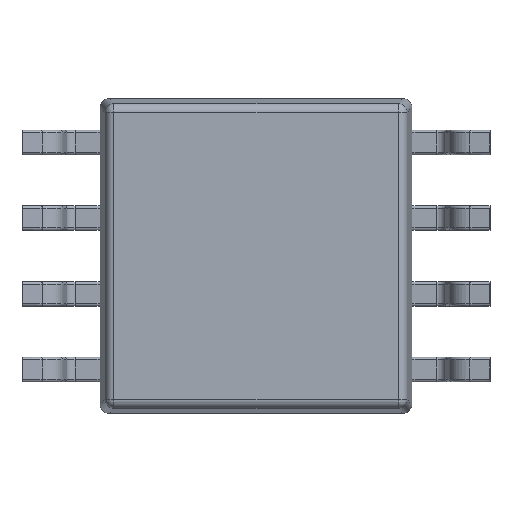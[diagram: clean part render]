
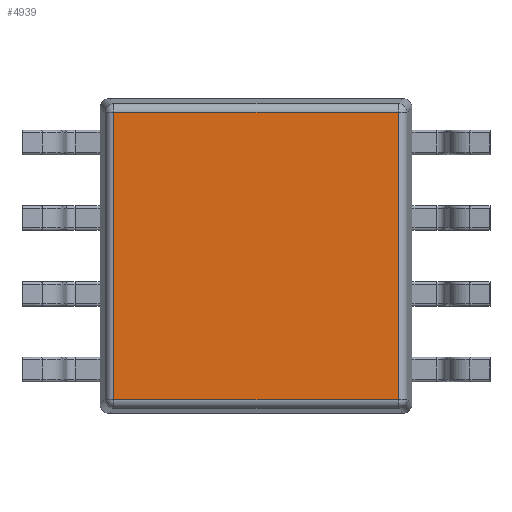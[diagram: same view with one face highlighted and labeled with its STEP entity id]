
A CAD part, front view. The second image highlights one B-rep face of the part: STEP entity #4939.
In plain terms, the highlighted planar face has unit normal (0, -1, 0).
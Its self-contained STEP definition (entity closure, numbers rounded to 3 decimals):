
#199=LINE('',#7895,#576);
#202=LINE('',#7906,#579);
#208=LINE('',#7933,#585);
#212=LINE('',#7939,#589);
#576=VECTOR('',#6098,10.);
#579=VECTOR('',#6111,10.);
#585=VECTOR('',#6141,10.);
#589=VECTOR('',#6149,10.);
#1126=FACE_OUTER_BOUND('',#1450,.T.);
#1450=EDGE_LOOP('',(#3434,#3435,#3436,#3437));
#2086=VERTEX_POINT('',#7864);
#2097=VERTEX_POINT('',#7891);
#2098=VERTEX_POINT('',#7898);
#2107=VERTEX_POINT('',#7925);
#2562=EDGE_CURVE('',#2086,#2097,#199,.T.);
#2568=EDGE_CURVE('',#2098,#2086,#202,.T.);
#2582=EDGE_CURVE('',#2107,#2098,#208,.T.);
#2586=EDGE_CURVE('',#2097,#2107,#212,.T.);
#3434=ORIENTED_EDGE('',*,*,#2562,.F.);
#3435=ORIENTED_EDGE('',*,*,#2568,.F.);
#3436=ORIENTED_EDGE('',*,*,#2582,.F.);
#3437=ORIENTED_EDGE('',*,*,#2586,.F.);
#4807=PLANE('',#5347);
#4939=ADVANCED_FACE('',(#1126),#4807,.F.);
#5347=AXIS2_PLACEMENT_3D('',#7975,#6199,#6200);
#6098=DIRECTION('',(0.,0.,1.));
#6111=DIRECTION('',(-1.,0.,0.));
#6141=DIRECTION('',(0.,0.,-1.));
#6149=DIRECTION('',(1.,0.,0.));
#6199=DIRECTION('center_axis',(0.,1.,0.));
#6200=DIRECTION('ref_axis',(1.,0.,0.));
#7864=CARTESIAN_POINT('',(0.232,0.,0.232));
#7891=CARTESIAN_POINT('',(0.232,0.,5.048));
#7895=CARTESIAN_POINT('',(0.232,0.,1.98));
#7898=CARTESIAN_POINT('',(4.998,0.,0.232));
#7906=CARTESIAN_POINT('',(3.269,0.,0.232));
#7925=CARTESIAN_POINT('',(4.998,0.,5.048));
#7933=CARTESIAN_POINT('',(4.998,0.,3.3));
#7939=CARTESIAN_POINT('',(1.961,0.,5.048));
#7975=CARTESIAN_POINT('Origin',(2.615,0.,2.64));
